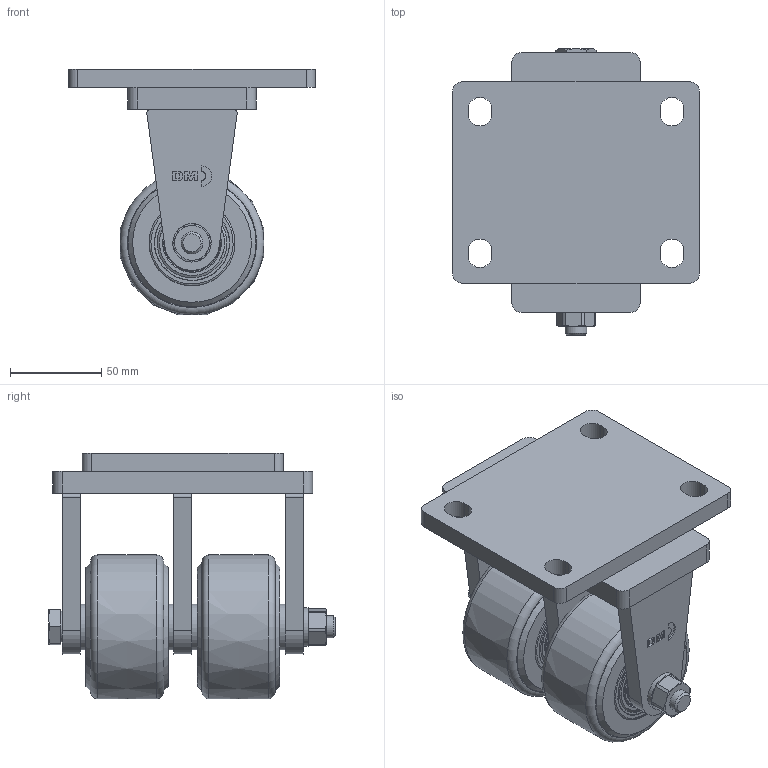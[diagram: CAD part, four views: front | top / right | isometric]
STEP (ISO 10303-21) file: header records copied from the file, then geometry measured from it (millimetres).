
FILE_DESCRIPTION(/* description */ (''),/* implementation_level */ '2;1');
FILE_NAME(/* name */ 'TF80NYBJ.step',/* time_stamp */ '2025-04-14T15:42:29+01:00',/* author */ (''),/* organization */ (''),/* preprocessor_version */ 'ST-DEVELOPER v20.1',/* originating_system */ 'Autodesk Translation Framework v14.4.0.0',/* authorisation */ '');
FILE_SCHEMA (('AUTOMOTIVE_DESIGN { 1 0 10303 214 3 1 1 }'));
Length unit declared in the file: millimetre
Products named in the file (2): TF80NYBJ; 14110520
Assembly tree (1 placements, depth 2):
  TF80NYBJ
    14110520
Bounding box: 135 x 156.72 x 134.37 mm (x, y, z)
Volume: 741717.3 mm3; surface area: 217524.5 mm2
Topology: 38 solids, 38 shells, 529 faces, 1050 edges, 679 vertices
Faces by surface type: plane 241, cylinder 121, cone 89, torus 60, sphere 16, bspline 2
Full cylindrical faces by diameter (mm): 10.106 x1, 12 x1, 13 x6, 17 x1, 20 x6, 21 x7, 25 x6, 26.1 x8, 27.17 x8, 31.13 x8, 35.87 x8, 38.19 x8, 40 x2, 47 x8
Entity records: 13853 total; most frequent: DIRECTION 2601, CARTESIAN_POINT 2353, ORIENTED_EDGE 2036, AXIS2_PLACEMENT_3D 1089, EDGE_CURVE 1018, EDGE_LOOP 721, VERTEX_POINT 679, FACE_OUTER_BOUND 529
